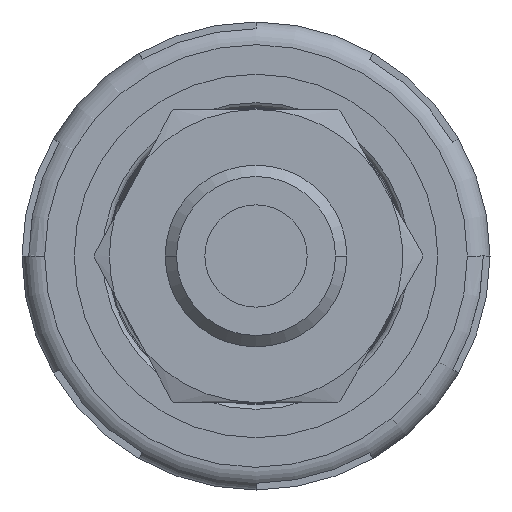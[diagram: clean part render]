
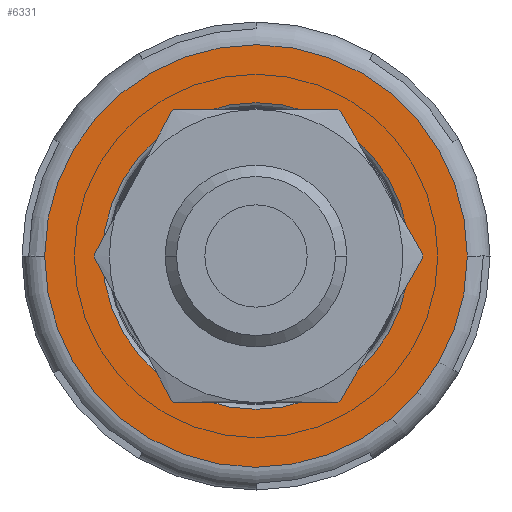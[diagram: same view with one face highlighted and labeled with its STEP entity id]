
A CAD part, front view. The second image highlights one B-rep face of the part: STEP entity #6331.
In plain terms, the highlighted planar face has unit normal (0, -1, 0).
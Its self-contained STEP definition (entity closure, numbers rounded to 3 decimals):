
#5609=CARTESIAN_POINT('',(0.,-9.,0.));
#5610=DIRECTION('',(0.,1.,0.));
#5611=DIRECTION('',(1.,0.,0.));
#5612=AXIS2_PLACEMENT_3D('',#5609,#5610,#5611);
#5614=CARTESIAN_POINT('',(0.,-9.,0.));
#5615=DIRECTION('',(0.,1.,0.));
#5616=DIRECTION('',(1.,0.,-0.007));
#5617=AXIS2_PLACEMENT_3D('',#5614,#5615,#5616);
#5619=CARTESIAN_POINT('',(0.,-9.,0.));
#5620=DIRECTION('',(0.,1.,0.));
#5621=DIRECTION('',(-1.,0.,0.));
#5622=AXIS2_PLACEMENT_3D('',#5619,#5620,#5621);
#5624=CARTESIAN_POINT('',(0.,-9.,0.));
#5625=DIRECTION('',(0.,1.,0.));
#5626=DIRECTION('',(-1.,0.,0.007));
#5627=AXIS2_PLACEMENT_3D('',#5624,#5625,#5626);
#5629=CARTESIAN_POINT('',(0.,-9.,0.));
#5630=DIRECTION('',(0.,-1.,0.));
#5631=DIRECTION('',(1.,0.,0.));
#5632=AXIS2_PLACEMENT_3D('',#5629,#5630,#5631);
#5634=CARTESIAN_POINT('',(0.,-9.,0.));
#5635=DIRECTION('',(0.,-1.,0.));
#5636=DIRECTION('',(-1.,0.,0.));
#5637=AXIS2_PLACEMENT_3D('',#5634,#5635,#5636);
#5971=CARTESIAN_POINT('',(-6.75,-9.,0.));
#5973=VERTEX_POINT('',#5971);
#5974=CARTESIAN_POINT('',(6.75,-9.,0.));
#5975=VERTEX_POINT('',#5974);
#6068=CARTESIAN_POINT('',(9.3,-9.,0.));
#6069=VERTEX_POINT('',#6068);
#6070=CARTESIAN_POINT('',(-9.3,-9.,0.062));
#6071=VERTEX_POINT('',#6070);
#6072=CARTESIAN_POINT('',(-9.3,-9.,0.));
#6073=VERTEX_POINT('',#6072);
#6090=CARTESIAN_POINT('',(9.3,-9.,-0.062));
#6091=VERTEX_POINT('',#6090);
#6314=CARTESIAN_POINT('',(0.,-9.,0.));
#6315=DIRECTION('',(0.,1.,0.));
#6316=DIRECTION('',(1.,0.,0.));
#6317=AXIS2_PLACEMENT_3D('',#6314,#6315,#6316);
#6318=PLANE('',#6317);
#6319=ORIENTED_EDGE('',*,*,#6184,.T.);
#6320=ORIENTED_EDGE('',*,*,#6182,.T.);
#6321=ORIENTED_EDGE('',*,*,#6277,.T.);
#6322=ORIENTED_EDGE('',*,*,#6275,.T.);
#6323=EDGE_LOOP('',(#6319,#6320,#6321,#6322));
#6324=FACE_OUTER_BOUND('',#6323,.F.);
#6326=ORIENTED_EDGE('',*,*,#6325,.T.);
#6328=ORIENTED_EDGE('',*,*,#6327,.T.);
#6329=EDGE_LOOP('',(#6326,#6328));
#6330=FACE_BOUND('',#6329,.F.);
#6331=ADVANCED_FACE('',(#6324,#6330),#6318,.F.);
#5613=CIRCLE('',#5612,9.3);
#5618=CIRCLE('',#5617,9.3);
#5623=CIRCLE('',#5622,9.3);
#5628=CIRCLE('',#5627,9.3);
#5633=CIRCLE('',#5632,6.75);
#5638=CIRCLE('',#5637,6.75);
#6182=EDGE_CURVE('',#6091,#6073,#5618,.T.);
#6184=EDGE_CURVE('',#6069,#6091,#5613,.T.);
#6275=EDGE_CURVE('',#6071,#6069,#5628,.T.);
#6277=EDGE_CURVE('',#6073,#6071,#5623,.T.);
#6325=EDGE_CURVE('',#5975,#5973,#5633,.T.);
#6327=EDGE_CURVE('',#5973,#5975,#5638,.T.);
